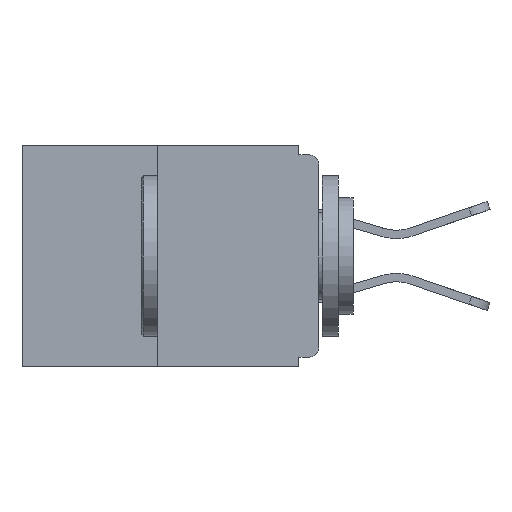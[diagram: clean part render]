
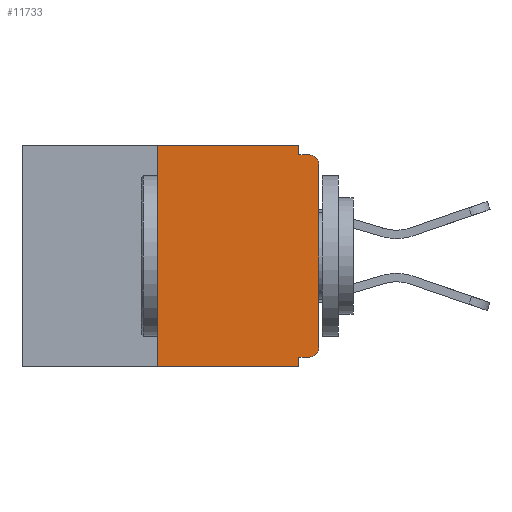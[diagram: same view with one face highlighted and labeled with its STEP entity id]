
A CAD part, left-side view. The second image highlights one B-rep face of the part: STEP entity #11733.
In plain terms, the highlighted planar face has unit normal (-1, 0, 0).
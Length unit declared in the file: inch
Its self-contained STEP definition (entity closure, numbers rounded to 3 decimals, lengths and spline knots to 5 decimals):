
#1 = CARTESIAN_POINT ( 'NONE',  ( 0., 0.46, -0.343 ) ) ;
#782 = AXIS2_PLACEMENT_3D ( 'NONE', #887, #9477, #10429 ) ;
#815 = VERTEX_POINT ( 'NONE', #2410 ) ;
#887 = CARTESIAN_POINT ( 'NONE',  ( 0., 0.46, 0. ) ) ;
#991 = CARTESIAN_POINT ( 'NONE',  ( 0., 0.031, -0.015 ) ) ;
#1020 = EDGE_CURVE ( 'NONE', #9173, #4700, #5816, .T. ) ;
#1151 = CARTESIAN_POINT ( 'NONE',  ( 0., 0., -0.328 ) ) ;
#1214 = DIRECTION ( 'NONE',  ( 0., 0., -1. ) ) ;
#1395 = VECTOR ( 'NONE', #2998, 39.37008 ) ;
#1416 = EDGE_CURVE ( 'NONE', #9150, #2293, #8322, .T. ) ;
#1672 = EDGE_CURVE ( 'NONE', #9173, #3380, #10140, .T. ) ;
#1879 = DIRECTION ( 'NONE',  ( 0., 0., 1. ) ) ;
#1978 = LINE ( 'NONE', #6930, #1395 ) ;
#2117 = DIRECTION ( 'NONE',  ( 0., -1., 0. ) ) ;
#2293 = VERTEX_POINT ( 'NONE', #11855 ) ;
#2410 = CARTESIAN_POINT ( 'NONE',  ( 0., 0.031, -0.328 ) ) ;
#2860 = CARTESIAN_POINT ( 'NONE',  ( 0., 0.031, -0.343 ) ) ;
#2990 = VERTEX_POINT ( 'NONE', #5946 ) ;
#2997 = EDGE_CURVE ( 'NONE', #4700, #2990, #11991, .T. ) ;
#2998 = DIRECTION ( 'NONE',  ( 0., 0., -1. ) ) ;
#3096 = VECTOR ( 'NONE', #4052, 39.37008 ) ;
#3338 = ORIENTED_EDGE ( 'NONE', *, *, #1416, .F. ) ;
#3380 = VERTEX_POINT ( 'NONE', #2860 ) ;
#3462 = DIRECTION ( 'NONE',  ( 0., -1., 0. ) ) ;
#3522 = EDGE_CURVE ( 'NONE', #11112, #2293, #7832, .T. ) ;
#4052 = DIRECTION ( 'NONE',  ( 0., 1., 0. ) ) ;
#4468 = VECTOR ( 'NONE', #1879, 39.37008 ) ;
#4700 = VERTEX_POINT ( 'NONE', #9964 ) ;
#4971 = EDGE_CURVE ( 'NONE', #12370, #11111, #5487, .T. ) ;
#5059 = EDGE_LOOP ( 'NONE', ( #12215, #9960, #11588, #11606, #9620, #6144, #6423, #12050, #3338, #7776 ) ) ;
#5062 = VECTOR ( 'NONE', #9241, 39.37008 ) ;
#5167 = CARTESIAN_POINT ( 'NONE',  ( 0., 0., -0.03 ) ) ;
#5179 = FACE_OUTER_BOUND ( 'NONE', #5059, .T. ) ;
#5487 = CIRCLE ( 'NONE', #12364, 0.015 ) ;
#5512 = AXIS2_PLACEMENT_3D ( 'NONE', #10824, #7014, #1214 ) ;
#5816 = LINE ( 'NONE', #11275, #5062 ) ;
#5849 = CARTESIAN_POINT ( 'NONE',  ( 0., 0., 0. ) ) ;
#5946 = CARTESIAN_POINT ( 'NONE',  ( 0., 0.031, 0. ) ) ;
#6144 = ORIENTED_EDGE ( 'NONE', *, *, #4971, .T. ) ;
#6423 = ORIENTED_EDGE ( 'NONE', *, *, #10128, .T. ) ;
#6743 = VECTOR ( 'NONE', #2117, 39.37008 ) ;
#6749 = DIRECTION ( 'NONE',  ( 0., -1., 0. ) ) ;
#6856 = CARTESIAN_POINT ( 'NONE',  ( 0., 0.031, -0.343 ) ) ;
#6930 = CARTESIAN_POINT ( 'NONE',  ( 0., 0.031, 0. ) ) ;
#7014 = DIRECTION ( 'NONE',  ( -1., 0., 0. ) ) ;
#7058 = LINE ( 'NONE', #5849, #4468 ) ;
#7473 = EDGE_CURVE ( 'NONE', #2990, #9150, #1978, .T. ) ;
#7776 = ORIENTED_EDGE ( 'NONE', *, *, #7473, .F. ) ;
#7832 = CIRCLE ( 'NONE', #5512, 0.015 ) ;
#7956 = CARTESIAN_POINT ( 'NONE',  ( 0., 0., -0.313 ) ) ;
#8177 = DIRECTION ( 'NONE',  ( -1., 0., 0. ) ) ;
#8224 = CARTESIAN_POINT ( 'NONE',  ( 0., 0.015, -0.313 ) ) ;
#8322 = LINE ( 'NONE', #10359, #11973 ) ;
#8565 = LINE ( 'NONE', #1151, #3096 ) ;
#8831 = DIRECTION ( 'NONE',  ( 0., 0., -1. ) ) ;
#9062 = LINE ( 'NONE', #6856, #12306 ) ;
#9150 = VERTEX_POINT ( 'NONE', #991 ) ;
#9173 = VERTEX_POINT ( 'NONE', #12529 ) ;
#9241 = DIRECTION ( 'NONE',  ( 0., 0., 1. ) ) ;
#9477 = DIRECTION ( 'NONE',  ( 1., 0., 0. ) ) ;
#9620 = ORIENTED_EDGE ( 'NONE', *, *, #11342, .F. ) ;
#9742 = EDGE_CURVE ( 'NONE', #815, #3380, #9062, .T. ) ;
#9960 = ORIENTED_EDGE ( 'NONE', *, *, #1020, .F. ) ;
#9964 = CARTESIAN_POINT ( 'NONE',  ( 0., 0.25, 0. ) ) ;
#10128 = EDGE_CURVE ( 'NONE', #11111, #11112, #7058, .T. ) ;
#10140 = LINE ( 'NONE', #1, #11204 ) ;
#10180 = DIRECTION ( 'NONE',  ( 0., 0., -1. ) ) ;
#10359 = CARTESIAN_POINT ( 'NONE',  ( 0., 0., -0.015 ) ) ;
#10429 = DIRECTION ( 'NONE',  ( 0., 0., -1. ) ) ;
#10824 = CARTESIAN_POINT ( 'NONE',  ( 0., 0.015, -0.03 ) ) ;
#11111 = VERTEX_POINT ( 'NONE', #7956 ) ;
#11112 = VERTEX_POINT ( 'NONE', #5167 ) ;
#11204 = VECTOR ( 'NONE', #6749, 39.37008 ) ;
#11275 = CARTESIAN_POINT ( 'NONE',  ( 0., 0.25, 0. ) ) ;
#11342 = EDGE_CURVE ( 'NONE', #12370, #815, #8565, .T. ) ;
#11588 = ORIENTED_EDGE ( 'NONE', *, *, #1672, .T. ) ;
#11606 = ORIENTED_EDGE ( 'NONE', *, *, #9742, .F. ) ;
#11627 = CARTESIAN_POINT ( 'NONE',  ( 0., 0.015, -0.328 ) ) ;
#11733 = ADVANCED_FACE ( 'NONE', ( #5179 ), #12536, .F. ) ;
#11855 = CARTESIAN_POINT ( 'NONE',  ( 0., 0.015, -0.015 ) ) ;
#11871 = CARTESIAN_POINT ( 'NONE',  ( 0., 0.46, 0. ) ) ;
#11973 = VECTOR ( 'NONE', #3462, 39.37008 ) ;
#11991 = LINE ( 'NONE', #11871, #6743 ) ;
#12050 = ORIENTED_EDGE ( 'NONE', *, *, #3522, .T. ) ;
#12215 = ORIENTED_EDGE ( 'NONE', *, *, #2997, .F. ) ;
#12306 = VECTOR ( 'NONE', #8831, 39.37008 ) ;
#12364 = AXIS2_PLACEMENT_3D ( 'NONE', #8224, #8177, #10180 ) ;
#12370 = VERTEX_POINT ( 'NONE', #11627 ) ;
#12529 = CARTESIAN_POINT ( 'NONE',  ( 0., 0.25, -0.343 ) ) ;
#12536 = PLANE ( 'NONE',  #782 ) ;
